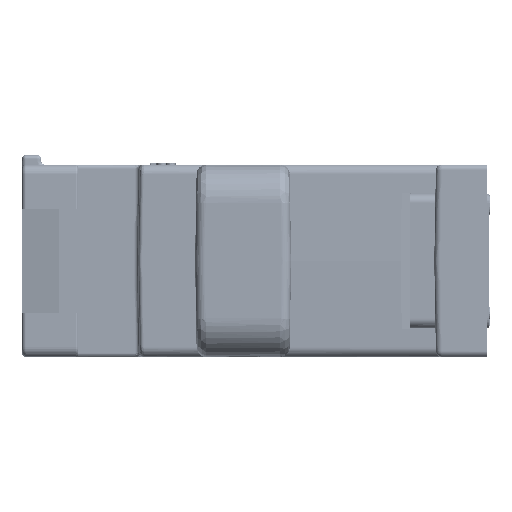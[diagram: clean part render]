
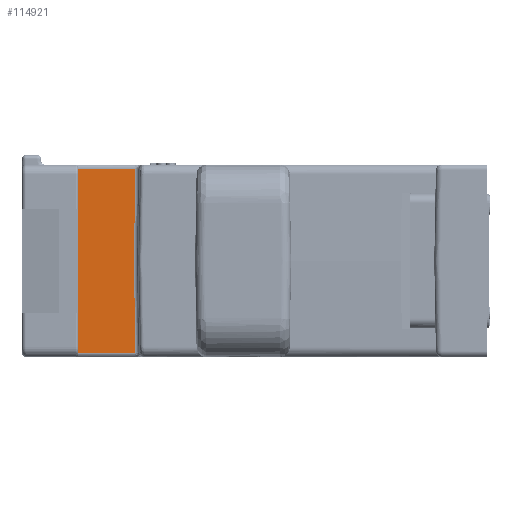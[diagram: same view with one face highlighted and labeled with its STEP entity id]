
A CAD part, left-side view. The second image highlights one B-rep face of the part: STEP entity #114921.
In plain terms, the highlighted planar face has unit normal (-1, 0, 0).
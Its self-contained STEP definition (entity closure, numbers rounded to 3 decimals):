
#2142=DIRECTION('',(0.,0.,-1.));
#2143=VECTOR('',#2142,9.6);
#2144=CARTESIAN_POINT('',(-22.2,6.1,4.8));
#2145=LINE('',#2144,#2143);
#5409=CARTESIAN_POINT('',(-22.2,3.099,
-4.8));
#5474=CARTESIAN_POINT('',(-22.2,3.183,0.));
#5476=DIRECTION('',(0.,1.,0.));
#5477=VECTOR('',#5476,3.001);
#5478=CARTESIAN_POINT('',(-22.2,3.099,
-4.8));
#5479=LINE('',#5478,#5477);
#5480=DIRECTION('',(0.,-1.,0.));
#5481=VECTOR('',#5480,3.001);
#5482=CARTESIAN_POINT('',(-22.2,6.1,4.8));
#5483=LINE('',#5482,#5481);
#5484=CARTESIAN_POINT('',(-22.2,3.099,4.8));
#5485=CARTESIAN_POINT('',(-22.2,3.109,4.267));
#5486=CARTESIAN_POINT('',(-22.2,3.127,3.2));
#5487=CARTESIAN_POINT('',(-22.2,3.155,1.6));
#5488=CARTESIAN_POINT('',(-22.2,3.174,0.533));
#5489=CARTESIAN_POINT('',(-22.2,3.183,0.));
#5491=CARTESIAN_POINT('',(-22.2,3.183,0.));
#5492=CARTESIAN_POINT('',(-22.2,3.174,-0.533));
#5493=CARTESIAN_POINT('',(-22.2,3.155,
-1.6));
#5494=CARTESIAN_POINT('',(-22.2,3.127,
-3.2));
#5495=CARTESIAN_POINT('',(-22.2,3.109,
-4.267));
#5496=CARTESIAN_POINT('',(-22.2,3.099,
-4.8));
#99624=CARTESIAN_POINT('',(-22.2,3.099,4.8));
#99626=VERTEX_POINT('',#99624);
#99629=VERTEX_POINT('',#5409);
#99632=VERTEX_POINT('',#5474);
#100331=CARTESIAN_POINT('',(-22.2,6.1,-4.8));
#100332=VERTEX_POINT('',#100331);
#100345=CARTESIAN_POINT('',(-22.2,6.1,4.8));
#100346=VERTEX_POINT('',#100345);
#114906=CARTESIAN_POINT('',(-22.2,3.,2.7));
#114907=DIRECTION('',(1.,0.,0.));
#114908=DIRECTION('',(0.,1.,0.));
#114909=AXIS2_PLACEMENT_3D('',#114906,#114907,#114908);
#114910=PLANE('',#114909);
#114912=ORIENTED_EDGE('',*,*,#114911,.T.);
#114913=ORIENTED_EDGE('',*,*,#112252,.F.);
#114915=ORIENTED_EDGE('',*,*,#114914,.T.);
#114917=ORIENTED_EDGE('',*,*,#114916,.T.);
#114918=ORIENTED_EDGE('',*,*,#114898,.T.);
#114919=EDGE_LOOP('',(#114912,#114913,#114915,#114917,#114918));
#114920=FACE_OUTER_BOUND('',#114919,.F.);
#114921=ADVANCED_FACE('',(#114920),#114910,.F.);
#5490=B_SPLINE_CURVE_WITH_KNOTS('',3,(#5484,#5485,#5486,#5487,#5488,#5489),
.UNSPECIFIED.,.F.,.F.,(4,1,1,4),(0.,0.333,0.667,1.),
.UNSPECIFIED.);
#5497=B_SPLINE_CURVE_WITH_KNOTS('',3,(#5491,#5492,#5493,#5494,#5495,#5496),
.UNSPECIFIED.,.F.,.F.,(4,1,1,4),(0.,0.333,0.667,1.),
.UNSPECIFIED.);
#112252=EDGE_CURVE('',#100346,#100332,#2145,.T.);
#114898=EDGE_CURVE('',#99632,#99629,#5497,.T.);
#114911=EDGE_CURVE('',#99629,#100332,#5479,.T.);
#114914=EDGE_CURVE('',#100346,#99626,#5483,.T.);
#114916=EDGE_CURVE('',#99626,#99632,#5490,.T.);
